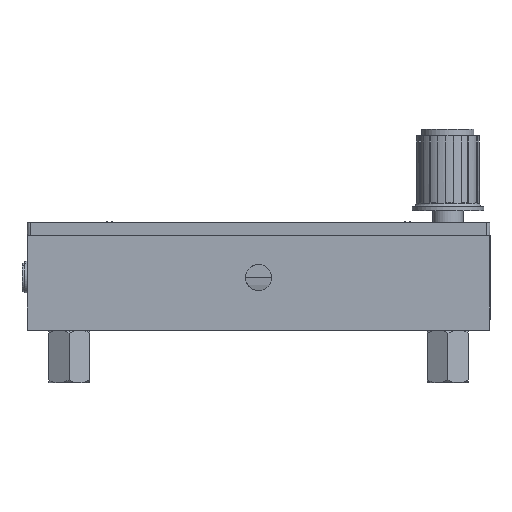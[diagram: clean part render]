
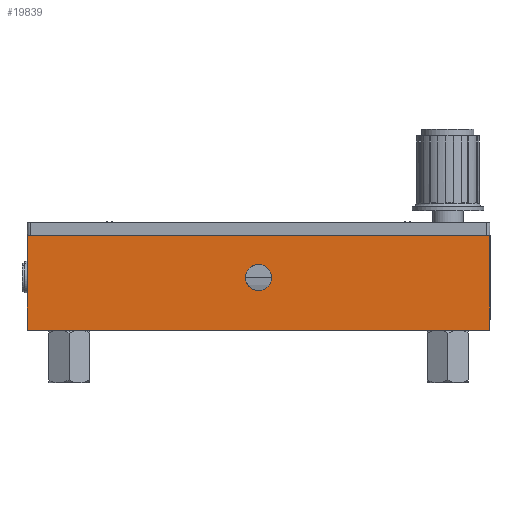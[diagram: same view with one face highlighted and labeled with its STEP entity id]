
A CAD part, left-side view. The second image highlights one B-rep face of the part: STEP entity #19839.
In plain terms, the highlighted planar face has unit normal (-1, 0, 0).
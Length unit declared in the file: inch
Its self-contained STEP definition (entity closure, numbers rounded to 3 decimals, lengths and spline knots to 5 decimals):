
#2159 = EDGE_CURVE ( 'NONE', #11840, #27305, #5955, .T. ) ;
#2363 = ORIENTED_EDGE ( 'NONE', *, *, #21231, .T. ) ;
#2566 = ORIENTED_EDGE ( 'NONE', *, *, #2159, .F. ) ;
#3872 = EDGE_LOOP ( 'NONE', ( #2363, #22969 ) ) ;
#4483 = AXIS2_PLACEMENT_3D ( 'NONE', #4840, #12176, #16715 ) ;
#4789 = CARTESIAN_POINT ( 'NONE',  ( -0.625, 5.5, 0. ) ) ;
#4840 = CARTESIAN_POINT ( 'NONE',  ( -0.625, 2.75, 0.625 ) ) ;
#4949 = CARTESIAN_POINT ( 'NONE',  ( -0.625, 0., 0. ) ) ;
#5955 = LINE ( 'NONE', #27340, #26123 ) ;
#6998 = DIRECTION ( 'NONE',  ( 1., 0., 0. ) ) ;
#8420 = CARTESIAN_POINT ( 'NONE',  ( -0.625, 2.75, 0.625 ) ) ;
#8510 = CARTESIAN_POINT ( 'NONE',  ( -0.625, 5.5, 0. ) ) ;
#8951 = AXIS2_PLACEMENT_3D ( 'NONE', #11133, #13306, #22834 ) ;
#9036 = DIRECTION ( 'NONE',  ( 0., 0., -1. ) ) ;
#9089 = CARTESIAN_POINT ( 'NONE',  ( -0.625, 2.75, 0.46875 ) ) ;
#9138 = VERTEX_POINT ( 'NONE', #8510 ) ;
#9900 = EDGE_CURVE ( 'NONE', #9138, #19112, #14312, .T. ) ;
#11055 = VECTOR ( 'NONE', #11819, 39.37008 ) ;
#11133 = CARTESIAN_POINT ( 'NONE',  ( -0.625, 5.5, 0. ) ) ;
#11641 = CARTESIAN_POINT ( 'NONE',  ( -0.625, 0., 0. ) ) ;
#11791 = DIRECTION ( 'NONE',  ( 0., 0., 1. ) ) ;
#11819 = DIRECTION ( 'NONE',  ( 0., -1., 0. ) ) ;
#11840 = VERTEX_POINT ( 'NONE', #15963 ) ;
#12176 = DIRECTION ( 'NONE',  ( 1., 0., 0. ) ) ;
#13306 = DIRECTION ( 'NONE',  ( 1., 0., 0. ) ) ;
#13601 = ORIENTED_EDGE ( 'NONE', *, *, #13726, .T. ) ;
#13726 = EDGE_CURVE ( 'NONE', #19112, #27305, #13975, .T. ) ;
#13975 = LINE ( 'NONE', #11641, #18741 ) ;
#14312 = LINE ( 'NONE', #4789, #11055 ) ;
#14934 = CARTESIAN_POINT ( 'NONE',  ( -0.625, 2.75, 0.78125 ) ) ;
#15649 = FACE_OUTER_BOUND ( 'NONE', #28062, .T. ) ;
#15963 = CARTESIAN_POINT ( 'NONE',  ( -0.625, 5.5, 1.125 ) ) ;
#16533 = VECTOR ( 'NONE', #22954, 39.37008 ) ;
#16715 = DIRECTION ( 'NONE',  ( 0., 0., -1. ) ) ;
#17790 = EDGE_CURVE ( 'NONE', #24374, #30103, #23937, .T. ) ;
#17994 = DIRECTION ( 'NONE',  ( 0., -1., 0. ) ) ;
#18741 = VECTOR ( 'NONE', #11791, 39.37008 ) ;
#19112 = VERTEX_POINT ( 'NONE', #4949 ) ;
#19839 = ADVANCED_FACE ( 'NONE', ( #29684, #15649 ), #25161, .F. ) ;
#20300 = LINE ( 'NONE', #29961, #16533 ) ;
#21231 = EDGE_CURVE ( 'NONE', #30103, #24374, #25966, .T. ) ;
#21509 = CARTESIAN_POINT ( 'NONE',  ( -0.625, 0., 1.125 ) ) ;
#21958 = EDGE_CURVE ( 'NONE', #9138, #11840, #20300, .T. ) ;
#21990 = ORIENTED_EDGE ( 'NONE', *, *, #9900, .T. ) ;
#22834 = DIRECTION ( 'NONE',  ( 0., 0., -1. ) ) ;
#22954 = DIRECTION ( 'NONE',  ( 0., 0., 1. ) ) ;
#22969 = ORIENTED_EDGE ( 'NONE', *, *, #17790, .T. ) ;
#23241 = ORIENTED_EDGE ( 'NONE', *, *, #21958, .F. ) ;
#23937 = CIRCLE ( 'NONE', #4483, 0.15625 ) ;
#24374 = VERTEX_POINT ( 'NONE', #14934 ) ;
#25161 = PLANE ( 'NONE',  #8951 ) ;
#25966 = CIRCLE ( 'NONE', #28942, 0.15625 ) ;
#26123 = VECTOR ( 'NONE', #17994, 39.37008 ) ;
#27305 = VERTEX_POINT ( 'NONE', #21509 ) ;
#27340 = CARTESIAN_POINT ( 'NONE',  ( -0.625, 5.5, 1.125 ) ) ;
#28062 = EDGE_LOOP ( 'NONE', ( #13601, #2566, #23241, #21990 ) ) ;
#28942 = AXIS2_PLACEMENT_3D ( 'NONE', #8420, #6998, #9036 ) ;
#29684 = FACE_BOUND ( 'NONE', #3872, .T. ) ;
#29961 = CARTESIAN_POINT ( 'NONE',  ( -0.625, 5.5, 0. ) ) ;
#30103 = VERTEX_POINT ( 'NONE', #9089 ) ;
